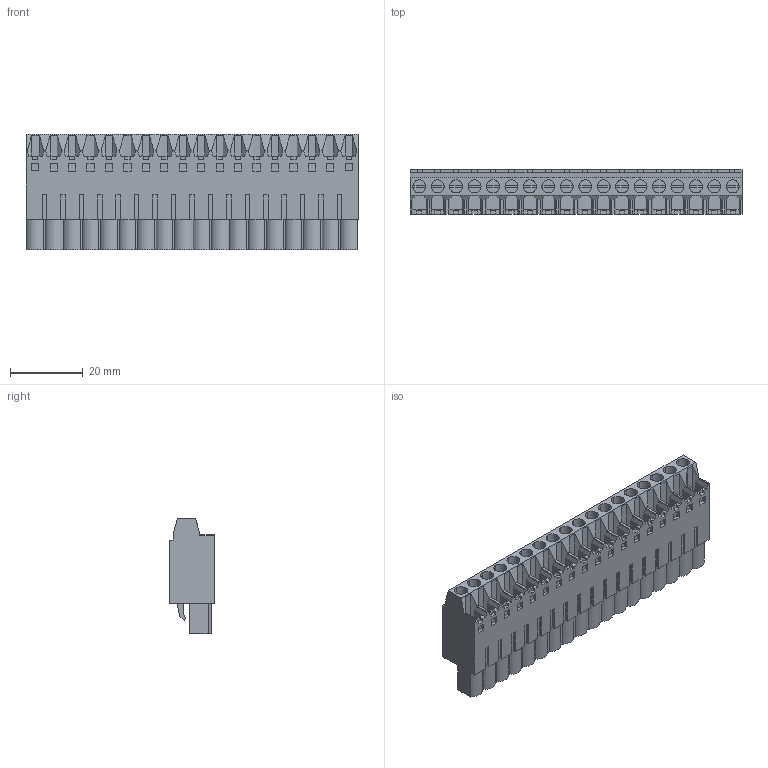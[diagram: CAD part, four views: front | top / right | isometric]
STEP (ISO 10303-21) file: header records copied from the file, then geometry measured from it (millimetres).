
FILE_DESCRIPTION(('CATIA V5 STEP Exchange','CAx-IF Rec.Pracs.--- Model Styling and Organization---1.2---2011-12-15'),'2;1');
FILE_NAME ('D1452500_0_1501160000_1501160000.stp','2017-06-21T12:56:51+00:00',('none'),('Weidmueller'),'CATIA Version 5-6 Release 2014','CATIA V5 STEP AP214','none');
FILE_SCHEMA(('AUTOMOTIVE_DESIGN { 1 0 10303 214 1 1 1 1 }'));
Length unit declared in the file: millimetre
Products named in the file (1): 1501160000
Bounding box: 91.44 x 12.2 x 31.8 mm (x, y, z)
Volume: 23294.9 mm3; surface area: 14045.6 mm2
Topology: 19 solids, 19 shells, 1336 faces, 3745 edges, 2522 vertices
Faces by surface type: plane 1210, cylinder 126
Entity records: 38947 total; most frequent: ORIENTED_EDGE 7490, CARTESIAN_POINT 6975, DIRECTION 5111, EDGE_CURVE 3745, VECTOR 3405, LINE 3405, VERTEX_POINT 2522, EDGE_LOOP 1411
